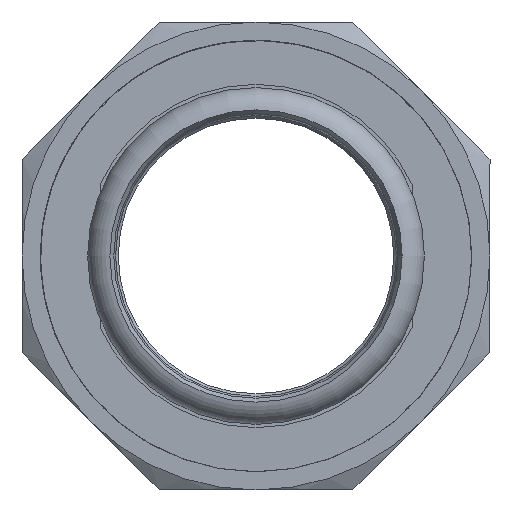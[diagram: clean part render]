
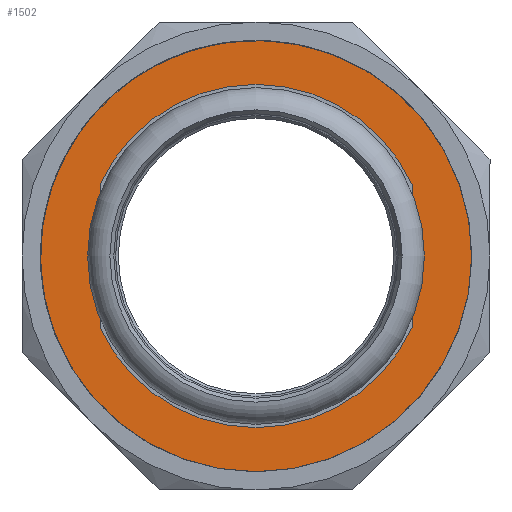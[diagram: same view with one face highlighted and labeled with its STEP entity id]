
A CAD part, front view. The second image highlights one B-rep face of the part: STEP entity #1502.
In plain terms, the highlighted planar face has unit normal (0, -1, 0).
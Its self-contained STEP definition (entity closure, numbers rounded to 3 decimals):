
#24=FACE_BOUND('',#399,.T.);
#46=PLANE('',#1745);
#149=LINE('',#2790,#199);
#150=LINE('',#2791,#200);
#199=VECTOR('',#2239,10.);
#200=VECTOR('',#2240,10.);
#303=FACE_OUTER_BOUND('',#398,.T.);
#398=EDGE_LOOP('',(#1355,#1356));
#399=EDGE_LOOP('',(#1357,#1358,#1359,#1360));
#538=CIRCLE('',#1730,33.);
#546=CIRCLE('',#1742,33.);
#548=CIRCLE('',#1746,41.48);
#549=CIRCLE('',#1747,41.48);
#692=VERTEX_POINT('',#2748);
#695=VERTEX_POINT('',#2753);
#703=VERTEX_POINT('',#2775);
#704=VERTEX_POINT('',#2777);
#706=VERTEX_POINT('',#2786);
#707=VERTEX_POINT('',#2787);
#913=EDGE_CURVE('',#695,#692,#538,.T.);
#923=EDGE_CURVE('',#703,#704,#546,.T.);
#928=EDGE_CURVE('',#706,#707,#548,.T.);
#929=EDGE_CURVE('',#707,#706,#549,.T.);
#930=EDGE_CURVE('',#695,#704,#149,.T.);
#931=EDGE_CURVE('',#692,#703,#150,.T.);
#1355=ORIENTED_EDGE('',*,*,#928,.T.);
#1356=ORIENTED_EDGE('',*,*,#929,.T.);
#1357=ORIENTED_EDGE('',*,*,#913,.F.);
#1358=ORIENTED_EDGE('',*,*,#930,.T.);
#1359=ORIENTED_EDGE('',*,*,#923,.F.);
#1360=ORIENTED_EDGE('',*,*,#931,.F.);
#1502=ADVANCED_FACE('',(#303,#24),#46,.T.);
#1730=AXIS2_PLACEMENT_3D('',#2755,#2198,#2199);
#1742=AXIS2_PLACEMENT_3D('',#2778,#2224,#2225);
#1745=AXIS2_PLACEMENT_3D('',#2785,#2233,#2234);
#1746=AXIS2_PLACEMENT_3D('',#2788,#2235,#2236);
#1747=AXIS2_PLACEMENT_3D('',#2789,#2237,#2238);
#2198=DIRECTION('center_axis',(0.,-1.,0.));
#2199=DIRECTION('ref_axis',(-1.,0.,0.));
#2224=DIRECTION('center_axis',(0.,-1.,0.));
#2225=DIRECTION('ref_axis',(-1.,0.,0.));
#2233=DIRECTION('center_axis',(0.,-1.,0.));
#2234=DIRECTION('ref_axis',(0.,0.,1.));
#2235=DIRECTION('center_axis',(0.,-1.,0.));
#2236=DIRECTION('ref_axis',(-1.,0.,0.));
#2237=DIRECTION('center_axis',(0.,-1.,0.));
#2238=DIRECTION('ref_axis',(-1.,0.,0.));
#2239=DIRECTION('',(0.,0.,1.));
#2240=DIRECTION('',(0.,0.,1.));
#2748=CARTESIAN_POINT('',(30.,-13.25,-13.748));
#2753=CARTESIAN_POINT('',(-30.,-13.25,-13.748));
#2755=CARTESIAN_POINT('Origin',(0.,-13.25,0.));
#2775=CARTESIAN_POINT('',(30.,-13.25,13.748));
#2777=CARTESIAN_POINT('',(-30.,-13.25,13.748));
#2778=CARTESIAN_POINT('Origin',(0.,-13.25,0.));
#2785=CARTESIAN_POINT('Origin',(0.,-13.25,33.));
#2786=CARTESIAN_POINT('',(36.34,-13.25,20.));
#2787=CARTESIAN_POINT('',(0.,-13.25,-41.48));
#2788=CARTESIAN_POINT('Origin',(0.,-13.25,0.));
#2789=CARTESIAN_POINT('Origin',(0.,-13.25,0.));
#2790=CARTESIAN_POINT('',(-30.,-13.25,-20.));
#2791=CARTESIAN_POINT('',(30.,-13.25,-20.));
